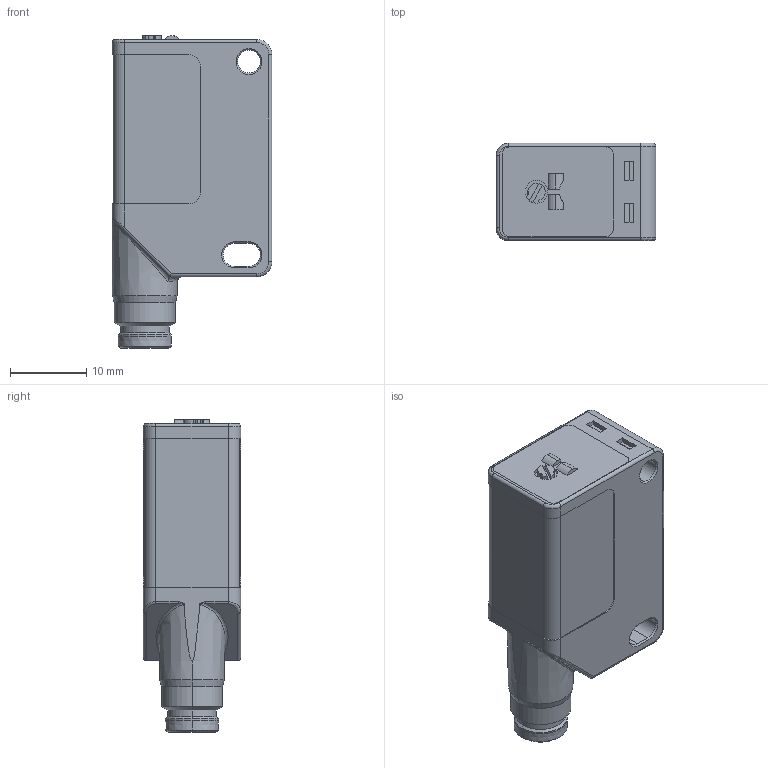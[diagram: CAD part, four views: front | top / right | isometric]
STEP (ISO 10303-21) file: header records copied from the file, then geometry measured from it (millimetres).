
FILE_DESCRIPTION (( 'STEP AP214' ), '1' );
FILE_NAME ('QMIHD-0N-0F.step', '2018-04-12T20:43:31', ( '' ), ( '' ), 'SwSTEP 2.0', 'SolidWorks 2017', '' );
FILE_SCHEMA (( 'AUTOMOTIVE_DESIGN' ));
Length unit declared in the file: inch
Products named in the file (1): QMIHD-0N-0F
Bounding box: 21 x 12.8 x 41.11 mm (x, y, z)
Volume: 7757.2 mm3; surface area: 4973.8 mm2
Topology: 6 solids, 9 shells, 250 faces, 597 edges, 378 vertices
Faces by surface type: plane 114, cylinder 89, cone 33, bspline 14
Entity records: 11940 total; most frequent: CARTESIAN_POINT 2789, DIRECTION 1219, ORIENTED_EDGE 1194, EDGE_CURVE 597, AXIS2_PLACEMENT_3D 441, VERTEX_POINT 378, LINE 337, VECTOR 337
